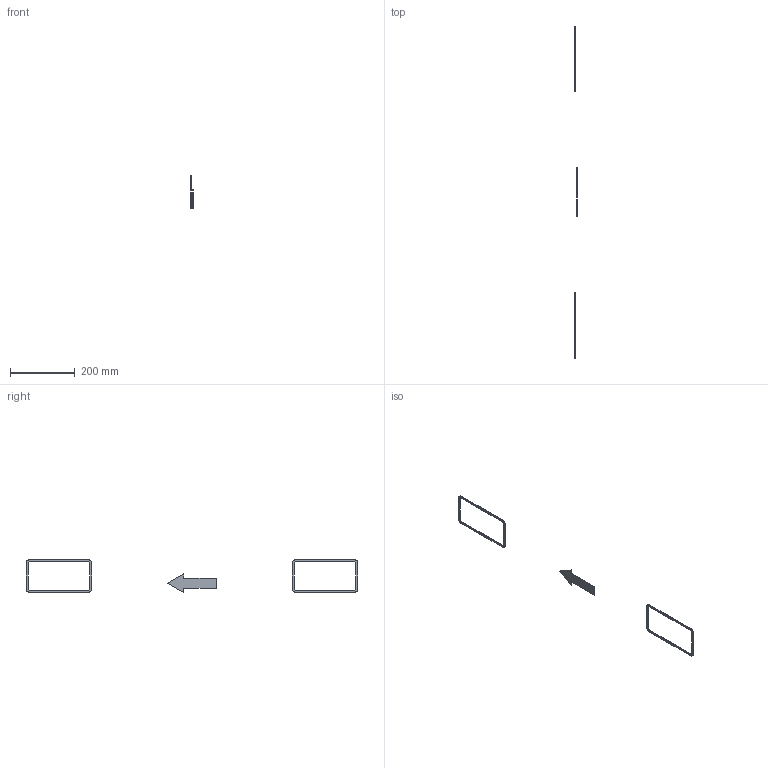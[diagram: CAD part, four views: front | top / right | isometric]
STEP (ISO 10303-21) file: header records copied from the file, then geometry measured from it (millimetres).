
FILE_DESCRIPTION( ( '' ), ' ' );
FILE_NAME( '5da97a2e59b53315d09f3601.step', '2019-10-18T08:39:10', ( '' ), ( '' ), ' ', ' ', ' ' );
FILE_SCHEMA( ( 'AUTOMOTIVE_DESIGN { 1 0 10303 214 1 1 1 1 }' ) );
Length unit declared in the file: metre
Products named in the file (3): Part 47; Part 44; Part 46
Bounding box: 7.62 x 1023.19 x 101.6 mm (x, y, z)
Volume: 15051.7 mm3; surface area: 27063.9 mm2
Topology: 3 solids, 3 shells, 45 faces, 117 edges, 78 vertices
Faces by surface type: plane 29, cylinder 16
Entity records: 1787 total; most frequent: DIRECTION 245, CARTESIAN_POINT 243, ORIENTED_EDGE 234, EDGE_CURVE 117, LINE 85, VECTOR 85, AXIS2_PLACEMENT_3D 80, VERTEX_POINT 78
